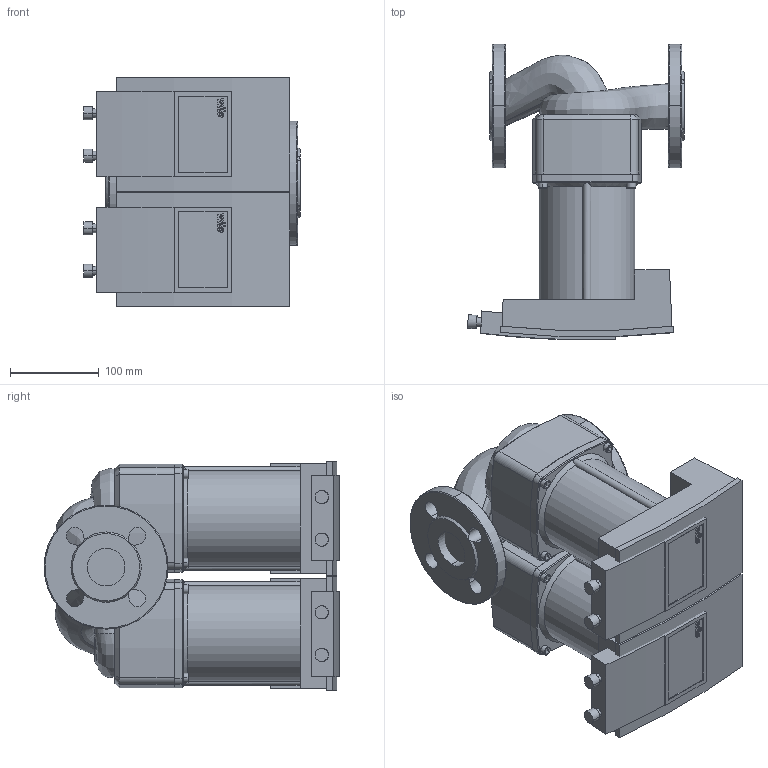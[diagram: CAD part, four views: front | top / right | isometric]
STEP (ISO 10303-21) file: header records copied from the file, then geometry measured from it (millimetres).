
FILE_DESCRIPTION((''),'2;1');
FILE_NAME('3d_YonosMAXO-D32_0_5-11-2120663.stp','2016-04-29T07:42:38',(''),(''),'Mechanical Desktop 2009','Mechanical Desktop 2009',', , ');
FILE_SCHEMA(('CONFIG_CONTROL_DESIGN'));
Length unit declared in the file: millimetre
Products named in the file (1): Product
Bounding box: 244.77 x 334 x 258 mm (x, y, z)
Volume: 9267583.3 mm3; surface area: 713429.1 mm2
Topology: 19 solids, 19 shells, 451 faces, 1094 edges, 707 vertices
Faces by surface type: plane 210, cylinder 96, bspline 83, cone 40, torus 22
Entity records: 24648 total; most frequent: CARTESIAN_POINT 14320, ORIENTED_EDGE 2188, DIRECTION 1970, EDGE_CURVE 1094, VERTEX_POINT 707, AXIS2_PLACEMENT_3D 698, VECTOR 574, LINE 574
